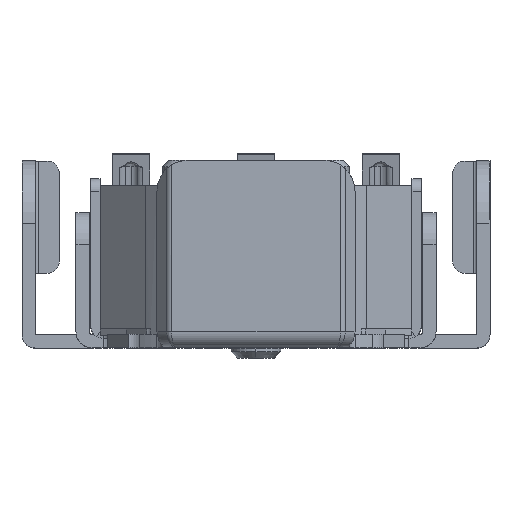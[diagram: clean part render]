
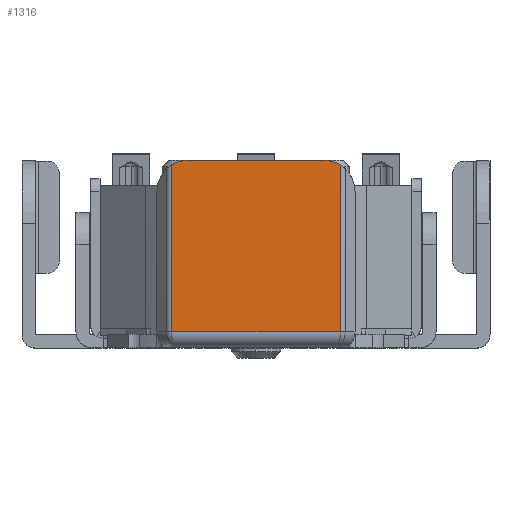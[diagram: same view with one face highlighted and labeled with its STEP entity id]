
A CAD part, top view. The second image highlights one B-rep face of the part: STEP entity #1316.
In plain terms, the highlighted planar face has unit normal (0, 0, 1).
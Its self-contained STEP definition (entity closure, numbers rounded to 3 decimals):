
#1316=ADVANCED_FACE('',(#2774),#2775,.T.);
#2774=FACE_OUTER_BOUND('',#5600,.T.);
#2775=PLANE('',#5601);
#5600=EDGE_LOOP('',(#9533,#9534,#9535,#9536,#9537,#9538));
#5601=AXIS2_PLACEMENT_3D('',#9539,#9540,#9541);
#9533=ORIENTED_EDGE('',*,*,#11208,.F.);
#9534=ORIENTED_EDGE('',*,*,#11980,.T.);
#9535=ORIENTED_EDGE('',*,*,#12351,.T.);
#9536=ORIENTED_EDGE('',*,*,#11223,.F.);
#9537=ORIENTED_EDGE('',*,*,#11221,.F.);
#9538=ORIENTED_EDGE('',*,*,#11975,.F.);
#9539=CARTESIAN_POINT('',(-1.351,0.21,7.26));
#9540=DIRECTION('',(0.,0.,1.0));
#9541=DIRECTION('',(1.0,-0.0,0.));
#11208=EDGE_CURVE('',#13368,#13370,#13371,.T.);
#11221=EDGE_CURVE('',#13393,#13382,#13395,.T.);
#11223=EDGE_CURVE('',#13382,#13397,#13398,.T.);
#11975=EDGE_CURVE('',#13370,#13393,#14507,.T.);
#11980=EDGE_CURVE('',#13368,#14512,#14514,.T.);
#12351=EDGE_CURVE('',#14512,#13397,#15035,.F.);
#13368=VERTEX_POINT('',#16426);
#13370=VERTEX_POINT('',#16437);
#13371=CIRCLE('',#16438,0.5);
#13382=VERTEX_POINT('',#16450);
#13393=VERTEX_POINT('',#16470);
#13395=CIRCLE('',#16473,0.5);
#13397=VERTEX_POINT('',#16475);
#13398=LINE('',#16476,#16477);
#14507=LINE('',#18343,#18344);
#14512=VERTEX_POINT('',#18351);
#14514=LINE('',#18353,#18354);
#15035=LINE('',#19187,#19188);
#16426=CARTESIAN_POINT('',(-1.351,2.924,7.26));
#16437=CARTESIAN_POINT('',(-1.087,3.,7.26));
#16438=AXIS2_PLACEMENT_3D('',#20459,#20460,#20461);
#16450=CARTESIAN_POINT('',(1.351,2.924,7.26));
#16470=CARTESIAN_POINT('',(1.087,3.,7.26));
#16473=AXIS2_PLACEMENT_3D('',#20488,#20489,#20490);
#16475=CARTESIAN_POINT('',(1.351,0.25,7.26));
#16476=CARTESIAN_POINT('',(1.351,0.21,7.26));
#16477=VECTOR('',#20491,25400.0);
#18343=CARTESIAN_POINT('',(1.351,3.,7.26));
#18344=VECTOR('',#21330,25400.0);
#18351=CARTESIAN_POINT('',(-1.351,0.25,7.26));
#18353=CARTESIAN_POINT('',(-1.351,0.21,7.26));
#18354=VECTOR('',#21336,25400.0);
#19187=CARTESIAN_POINT('',(1.351,0.25,7.26));
#19188=VECTOR('',#21733,25400.0);
#20459=CARTESIAN_POINT('',(-1.087,2.5,7.26));
#20460=DIRECTION('',(0.,0.,-1.0));
#20461=DIRECTION('',(0.,1.0,0.));
#20488=CARTESIAN_POINT('',(1.087,2.5,7.26));
#20489=DIRECTION('',(0.,0.,-1.0));
#20490=DIRECTION('',(0.,-1.0,0.));
#20491=DIRECTION('',(0.,-1.0,0.));
#21330=DIRECTION('',(1.0,0.,0.));
#21336=DIRECTION('',(0.,-1.0,0.));
#21733=DIRECTION('',(-1.0,0.,0.));
